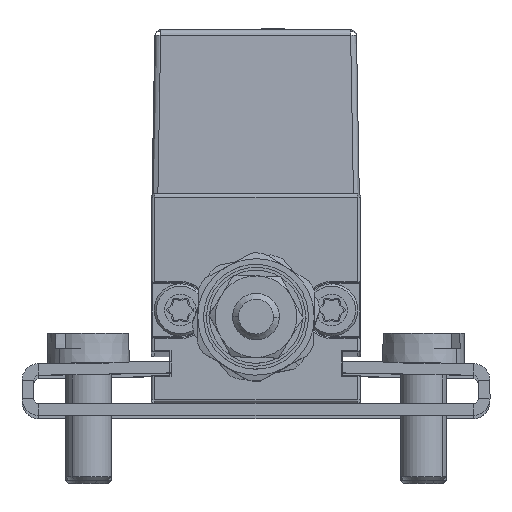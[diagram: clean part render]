
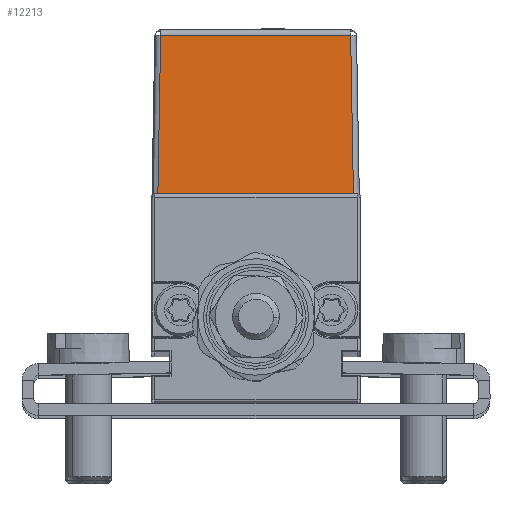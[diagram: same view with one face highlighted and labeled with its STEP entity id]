
A CAD part, top view. The second image highlights one B-rep face of the part: STEP entity #12213.
In plain terms, the highlighted planar face has unit normal (0, 0.018, 1).
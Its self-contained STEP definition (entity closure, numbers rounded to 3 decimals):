
#240 = ORIENTED_EDGE ( 'NONE', *, *, #13014, .T. ) ;
#241 = ORIENTED_EDGE ( 'NONE', *, *, #12028, .T. ) ;
#242 = ORIENTED_EDGE ( 'NONE', *, *, #11884, .T. ) ;
#243 = ORIENTED_EDGE ( 'NONE', *, *, #11778, .T. ) ;
#4064 = LINE ( 'NONE', #4071, #32094 ) ;
#4071 = CARTESIAN_POINT ( 'NONE',  ( -8.929, 18., 232.784 ) ) ;
#4073 = DIRECTION ( 'NONE',  ( 1., 0., 0. ) ) ;
#4576 = CARTESIAN_POINT ( 'NONE',  ( -8.426, 17.991, 232.784 ) ) ;
#4577 = LINE ( 'NONE', #4576, #4909 ) ;
#4588 = DIRECTION ( 'NONE',  ( -0.017, -1., 0.017 ) ) ;
#4909 = VECTOR ( 'NONE', #4588, 1000. ) ;
#5108 = VECTOR ( 'NONE', #13969, 1000. ) ;
#8188 = EDGE_LOOP ( 'NONE', ( #240, #241, #242, #243 ) ) ;
#11778 = EDGE_CURVE ( 'NONE', #35299, #21810, #4064, .T. ) ;
#11884 = EDGE_CURVE ( 'NONE', #35315, #35299, #4577, .T. ) ;
#12028 = EDGE_CURVE ( 'NONE', #21818, #35315, #13967, .T. ) ;
#12213 = ADVANCED_FACE ( 'NONE', ( #14953 ), #14954, .T. ) ;
#13014 = EDGE_CURVE ( 'NONE', #21810, #21818, #26220, .T. ) ;
#13967 = LINE ( 'NONE', #13968, #5108 ) ;
#13968 = CARTESIAN_POINT ( 'NONE',  ( -8.929, 31.583, 232.547 ) ) ;
#13969 = DIRECTION ( 'NONE',  ( -1., 0., 0. ) ) ;
#14953 = FACE_OUTER_BOUND ( 'NONE', #8188, .T. ) ;
#14954 = PLANE ( 'NONE',  #15557 ) ;
#14963 = CARTESIAN_POINT ( 'NONE',  ( -8.929, 18., 232.784 ) ) ;
#14964 = DIRECTION ( 'NONE',  ( 0., 0.017, 1. ) ) ;
#14965 = DIRECTION ( 'NONE',  ( 0., -1., 0.017 ) ) ;
#15557 = AXIS2_PLACEMENT_3D ( 'NONE', #14963, #14964, #14965 ) ;
#21810 = VERTEX_POINT ( 'NONE', #29013 ) ;
#21818 = VERTEX_POINT ( 'NONE', #29029 ) ;
#26220 = LINE ( 'NONE', #26221, #27289 ) ;
#26221 = CARTESIAN_POINT ( 'NONE',  ( 8.36, 18.302, 232.779 ) ) ;
#26222 = DIRECTION ( 'NONE',  ( -0.017, 1., -0.017 ) ) ;
#27289 = VECTOR ( 'NONE', #26222, 1000. ) ;
#29013 = CARTESIAN_POINT ( 'NONE',  ( 8.366, 18., 232.784 ) ) ;
#29029 = CARTESIAN_POINT ( 'NONE',  ( 8.129, 31.583, 232.547 ) ) ;
#30788 = CARTESIAN_POINT ( 'NONE',  ( -8.426, 18., 232.784 ) ) ;
#30804 = CARTESIAN_POINT ( 'NONE',  ( -8.189, 31.583, 232.547 ) ) ;
#32094 = VECTOR ( 'NONE', #4073, 1000. ) ;
#35299 = VERTEX_POINT ( 'NONE', #30788 ) ;
#35315 = VERTEX_POINT ( 'NONE', #30804 ) ;
